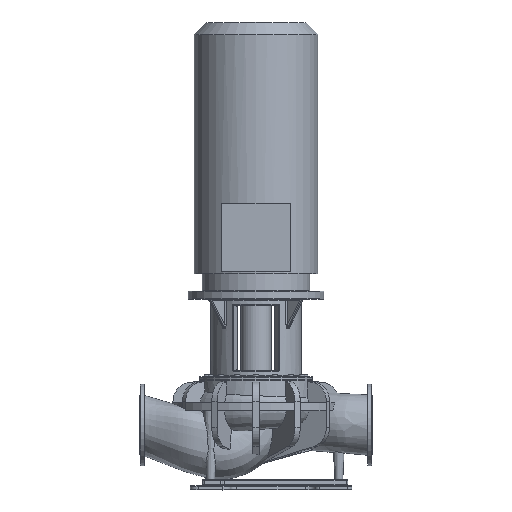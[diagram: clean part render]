
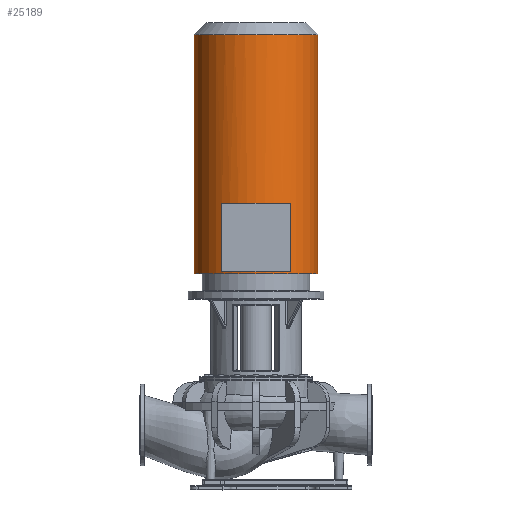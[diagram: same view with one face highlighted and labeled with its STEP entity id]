
A CAD part, top view. The second image highlights one B-rep face of the part: STEP entity #25189.
In plain terms, the highlighted cylindrical face has radius 306.5 mm (diameter 613 mm), a partial arc.
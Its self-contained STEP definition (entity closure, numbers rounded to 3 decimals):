
#24221=CARTESIAN_POINT('',(881.5,749.0,0.));
#24222=VERTEX_POINT('',#24221);
#24223=CARTESIAN_POINT('',(881.5,1934.0,0.0));
#24224=VERTEX_POINT('',#24223);
#24225=CARTESIAN_POINT('',(881.5,749.0,0.));
#24226=DIRECTION('',(0.0,1.0,0.0));
#24227=VECTOR('',#24226,1185.0);
#24228=LINE('',#24225,#24227);
#24229=EDGE_CURVE('',#24222,#24224,#24228,.T.);
#24231=CARTESIAN_POINT('',(268.5,749.,0.));
#24232=VERTEX_POINT('',#24231);
#24240=CARTESIAN_POINT('',(268.5,1934.0,0.));
#24241=VERTEX_POINT('',#24240);
#24242=CARTESIAN_POINT('',(268.5,749.,0.));
#24243=DIRECTION('',(0.0,1.0,0.0));
#24244=VECTOR('',#24243,1185.);
#24245=LINE('',#24242,#24244);
#24246=EDGE_CURVE('',#24232,#24241,#24245,.T.);
#24337=CARTESIAN_POINT('',(575.0,1097.15,306.5));
#24338=VERTEX_POINT('',#24337);
#24339=CARTESIAN_POINT('',(406.425,1097.15,255.978));
#24340=VERTEX_POINT('',#24339);
#24341=CARTESIAN_POINT('',(575.0,1097.15,0.0));
#24342=DIRECTION('',(0.0,-1.0,0.0));
#24343=DIRECTION('',(-1.0,0.0,0.0));
#24344=AXIS2_PLACEMENT_3D('',#24341,#24342,#24343);
#24345=CIRCLE('',#24344,306.5);
#24346=EDGE_CURVE('',#24338,#24340,#24345,.T.);
#24370=CARTESIAN_POINT('',(743.575,1097.15,255.978));
#24371=VERTEX_POINT('',#24370);
#24372=CARTESIAN_POINT('',(575.0,1097.15,0.0));
#24373=DIRECTION('',(0.0,-1.0,0.0));
#24374=DIRECTION('',(-1.0,0.0,0.0));
#24375=AXIS2_PLACEMENT_3D('',#24372,#24373,#24374);
#24376=CIRCLE('',#24375,306.5);
#24377=EDGE_CURVE('',#24371,#24338,#24376,.T.);
#24401=CARTESIAN_POINT('',(406.425,760.0,255.978));
#24402=VERTEX_POINT('',#24401);
#24403=CARTESIAN_POINT('',(406.425,1097.15,255.978));
#24404=DIRECTION('',(0.0,-1.0,0.0));
#24405=VECTOR('',#24404,337.15);
#24406=LINE('',#24403,#24405);
#24407=EDGE_CURVE('',#24340,#24402,#24406,.T.);
#24432=CARTESIAN_POINT('',(575.0,760.0,306.5));
#24433=VERTEX_POINT('',#24432);
#24434=CARTESIAN_POINT('',(575.0,760.0,0.0));
#24435=DIRECTION('',(0.0,1.0,0.0));
#24436=DIRECTION('',(-1.0,0.0,0.0));
#24437=AXIS2_PLACEMENT_3D('',#24434,#24435,#24436);
#24438=CIRCLE('',#24437,306.5);
#24439=EDGE_CURVE('',#24402,#24433,#24438,.T.);
#25079=CARTESIAN_POINT('',(743.575,760.0,255.978));
#25080=VERTEX_POINT('',#25079);
#25081=CARTESIAN_POINT('',(575.0,760.0,0.0));
#25082=DIRECTION('',(0.0,1.0,0.0));
#25083=DIRECTION('',(-1.0,0.0,0.0));
#25084=AXIS2_PLACEMENT_3D('',#25081,#25082,#25083);
#25085=CIRCLE('',#25084,306.5);
#25086=EDGE_CURVE('',#24433,#25080,#25085,.T.);
#25103=CARTESIAN_POINT('',(743.575,760.0,255.978));
#25104=DIRECTION('',(0.0,1.0,0.0));
#25105=VECTOR('',#25104,337.15);
#25106=LINE('',#25103,#25105);
#25107=EDGE_CURVE('',#25080,#24371,#25106,.T.);
#25121=CARTESIAN_POINT('',(575.0,749.0,0.0));
#25122=DIRECTION('',(0.0,1.0,0.0));
#25123=DIRECTION('',(-1.0,0.0,0.0));
#25124=AXIS2_PLACEMENT_3D('',#25121,#25122,#25123);
#25125=CIRCLE('',#25124,306.5);
#25126=EDGE_CURVE('',#24232,#24222,#25125,.T.);
#25160=CARTESIAN_POINT('',(575.0,1934.0,0.0));
#25161=DIRECTION('',(0.0,1.0,0.0));
#25162=DIRECTION('',(1.0,0.0,0.0));
#25163=AXIS2_PLACEMENT_3D('',#25160,#25161,#25162);
#25164=CIRCLE('',#25163,306.5);
#25165=EDGE_CURVE('',#24241,#24224,#25164,.T.);
#25170=CARTESIAN_POINT('',(575.0,1994.0,0.0));
#25171=DIRECTION('',(0.0,-1.0,0.0));
#25172=DIRECTION('',(1.0,0.0,0.0));
#25173=AXIS2_PLACEMENT_3D('',#25170,#25171,#25172);
#25174=CYLINDRICAL_SURFACE('',#25173,306.5);
#25175=ORIENTED_EDGE('',*,*,#24229,.T.);
#25176=ORIENTED_EDGE('',*,*,#25165,.F.);
#25177=ORIENTED_EDGE('',*,*,#24246,.F.);
#25178=ORIENTED_EDGE('',*,*,#25126,.T.);
#25179=EDGE_LOOP('',(#25175,#25176,#25177,#25178));
#25180=FACE_OUTER_BOUND('',#25179,.T.);
#25181=ORIENTED_EDGE('',*,*,#24439,.F.);
#25182=ORIENTED_EDGE('',*,*,#24407,.F.);
#25183=ORIENTED_EDGE('',*,*,#24346,.F.);
#25184=ORIENTED_EDGE('',*,*,#24377,.F.);
#25185=ORIENTED_EDGE('',*,*,#25107,.F.);
#25186=ORIENTED_EDGE('',*,*,#25086,.F.);
#25187=EDGE_LOOP('',(#25181,#25182,#25183,#25184,#25185,#25186));
#25188=FACE_BOUND('',#25187,.T.);
#25189=ADVANCED_FACE('',(#25180,#25188),#25174,.T.);
